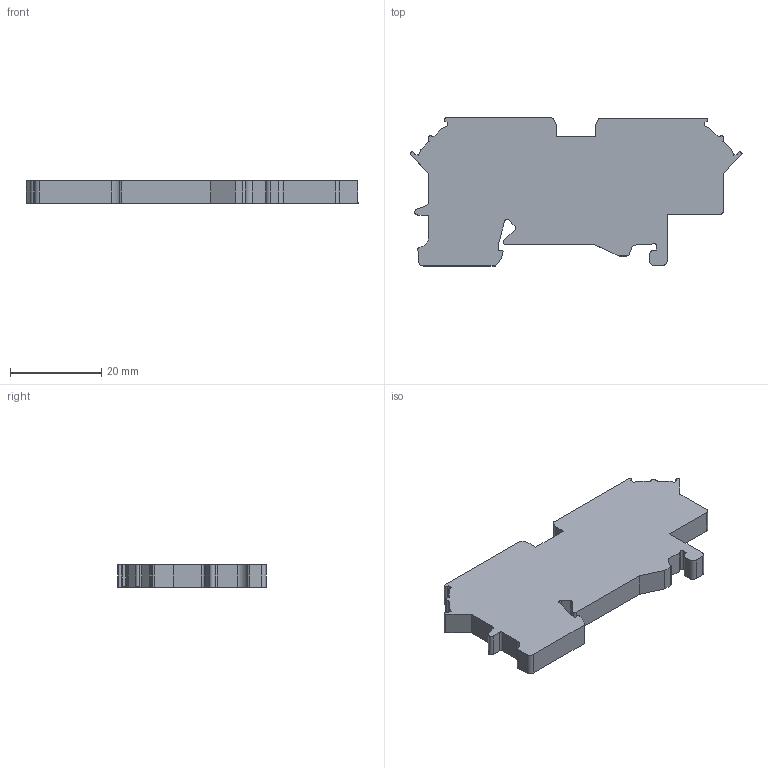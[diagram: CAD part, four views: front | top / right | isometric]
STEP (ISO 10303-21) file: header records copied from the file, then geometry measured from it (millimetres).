
FILE_DESCRIPTION(/* description */ (''),/* implementation_level */ '2;1');
FILE_NAME(/* name */ '225901.stp',/* time_stamp */ '2017-11-20T14:25:16+08:00',/* author */ (''),/* organization */ (''),/* preprocessor_version */ 'ST-DEVELOPER v14',/* originating_system */ 'SIEMENS PLM Software NX 8.0',/* authorisation */ '');
FILE_SCHEMA (('CONFIG_CONTROL_DESIGN'));
Length unit declared in the file: millimetre
Products named in the file (1): SP1141T1002_03
Bounding box: 72.93 x 32.51 x 5 mm (x, y, z)
Volume: 8902.6 mm3; surface area: 4844.7 mm2
Topology: 1 solids, 1 shells, 1063 faces, 3010 edges, 2012 vertices
Faces by surface type: plane 707, cylinder 348, extrusion 8
Full cylindrical faces by diameter (mm): 0.131 x1
Entity records: 34828 total; most frequent: CARTESIAN_POINT 6488, ORIENTED_EDGE 6022, DIRECTION 5779, EDGE_CURVE 3011, VECTOR 2275, LINE 2267, VERTEX_POINT 2014, AXIS2_PLACEMENT_3D 1752
